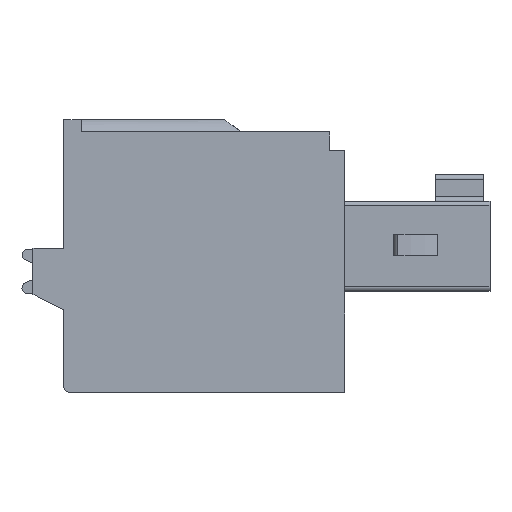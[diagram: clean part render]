
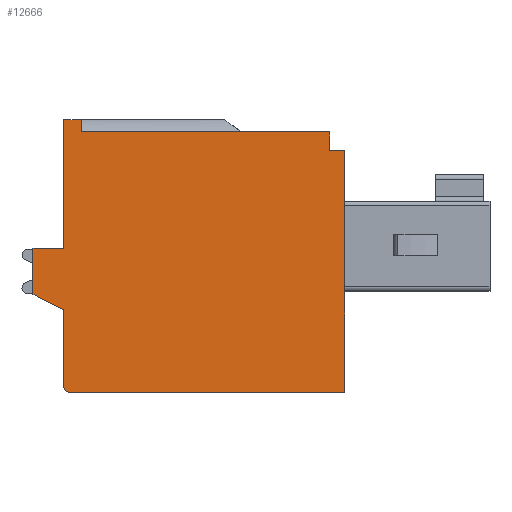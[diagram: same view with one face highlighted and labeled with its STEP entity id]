
A CAD part, left-side view. The second image highlights one B-rep face of the part: STEP entity #12666.
In plain terms, the highlighted planar face has unit normal (-1, 0, 0).
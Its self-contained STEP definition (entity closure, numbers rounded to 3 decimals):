
#25 = DIRECTION ( 'NONE',  ( 0., 1., 0. ) ) ;
#32 = VECTOR ( 'NONE', #35466, 1000. ) ;
#661 = CARTESIAN_POINT ( 'NONE',  ( 0., 19.15, 0.25 ) ) ;
#808 = CARTESIAN_POINT ( 'NONE',  ( 0., 11.3, 11.85 ) ) ;
#991 = ORIENTED_EDGE ( 'NONE', *, *, #9168, .T. ) ;
#1618 = VECTOR ( 'NONE', #35332, 1000. ) ;
#2417 = EDGE_CURVE ( 'NONE', #25391, #16010, #11754, .T. ) ;
#2656 = DIRECTION ( 'NONE',  ( 1., 0., 0. ) ) ;
#2909 = VERTEX_POINT ( 'NONE', #24545 ) ;
#3713 = VERTEX_POINT ( 'NONE', #11688 ) ;
#3905 = AXIS2_PLACEMENT_3D ( 'NONE', #661, #18484, #21887 ) ;
#4288 = CARTESIAN_POINT ( 'NONE',  ( 0., 6.6, 11. ) ) ;
#4671 = LINE ( 'NONE', #42141, #39864 ) ;
#4683 = VECTOR ( 'NONE', #7192, 1000. ) ;
#5145 = ORIENTED_EDGE ( 'NONE', *, *, #27606, .T. ) ;
#5445 = EDGE_CURVE ( 'NONE', #29711, #25391, #9619, .T. ) ;
#5661 = ORIENTED_EDGE ( 'NONE', *, *, #39340, .F. ) ;
#5790 = CARTESIAN_POINT ( 'NONE',  ( 0., 20.8, 4.45 ) ) ;
#5821 = DIRECTION ( 'NONE',  ( 0., 0., -1. ) ) ;
#6431 = CARTESIAN_POINT ( 'NONE',  ( 0., 7.3, 11.85 ) ) ;
#7068 = EDGE_CURVE ( 'NONE', #3713, #36089, #14364, .T. ) ;
#7192 = DIRECTION ( 'NONE',  ( 0., 0., -1. ) ) ;
#7760 = LINE ( 'NONE', #21572, #1618 ) ;
#8480 = CARTESIAN_POINT ( 'NONE',  ( 0., 19.4, 12.4 ) ) ;
#8902 = VERTEX_POINT ( 'NONE', #29749 ) ;
#9168 = EDGE_CURVE ( 'NONE', #30983, #14733, #39363, .T. ) ;
#9200 = FACE_OUTER_BOUND ( 'NONE', #14971, .T. ) ;
#9510 = AXIS2_PLACEMENT_3D ( 'NONE', #9665, #2656, #5821 ) ;
#9517 = VECTOR ( 'NONE', #42063, 1000. ) ;
#9619 = LINE ( 'NONE', #30396, #40940 ) ;
#9665 = CARTESIAN_POINT ( 'NONE',  ( 0., 20.8, 12.4 ) ) ;
#9949 = CARTESIAN_POINT ( 'NONE',  ( 0., 18.6, 11.85 ) ) ;
#10889 = EDGE_CURVE ( 'NONE', #16010, #18198, #37766, .T. ) ;
#11688 = CARTESIAN_POINT ( 'NONE',  ( 0., 7.3, 11.85 ) ) ;
#11754 = LINE ( 'NONE', #25764, #29364 ) ;
#12449 = CARTESIAN_POINT ( 'NONE',  ( 0., 18.6, 12.4 ) ) ;
#12638 = ORIENTED_EDGE ( 'NONE', *, *, #2417, .T. ) ;
#12666 = ADVANCED_FACE ( 'NONE', ( #9200 ), #40798, .F. ) ;
#13333 = CARTESIAN_POINT ( 'NONE',  ( 0., 19.4, 12.4 ) ) ;
#14142 = DIRECTION ( 'NONE',  ( 0., 1., 0. ) ) ;
#14364 = LINE ( 'NONE', #808, #24375 ) ;
#14478 = VECTOR ( 'NONE', #25, 1000. ) ;
#14733 = VERTEX_POINT ( 'NONE', #4288 ) ;
#14971 = EDGE_LOOP ( 'NONE', ( #41039, #35114, #5661, #5145, #42547, #25127, #34428, #12638, #43988, #43323, #991, #35091, #36903 ) ) ;
#16010 = VERTEX_POINT ( 'NONE', #18756 ) ;
#18198 = VERTEX_POINT ( 'NONE', #30780 ) ;
#18448 = VECTOR ( 'NONE', #20671, 1000. ) ;
#18484 = DIRECTION ( 'NONE',  ( -1., 0., 0. ) ) ;
#18756 = CARTESIAN_POINT ( 'NONE',  ( 0., 19.4, 0.25 ) ) ;
#18846 = DIRECTION ( 'NONE',  ( 0., 1., 0. ) ) ;
#19806 = EDGE_CURVE ( 'NONE', #18198, #30983, #27779, .T. ) ;
#20671 = DIRECTION ( 'NONE',  ( 0., 0., 1. ) ) ;
#21035 = LINE ( 'NONE', #41080, #14478 ) ;
#21572 = CARTESIAN_POINT ( 'NONE',  ( 0., 20.8, 12.4 ) ) ;
#21887 = DIRECTION ( 'NONE',  ( 0., 0., 1. ) ) ;
#22051 = EDGE_CURVE ( 'NONE', #29711, #31108, #4671, .T. ) ;
#22257 = CARTESIAN_POINT ( 'NONE',  ( 0., 6.6, 0. ) ) ;
#24082 = DIRECTION ( 'NONE',  ( 0., -0.894, -0.447 ) ) ;
#24375 = VECTOR ( 'NONE', #14142, 1000. ) ;
#24545 = CARTESIAN_POINT ( 'NONE',  ( 0., 7.3, 11. ) ) ;
#25097 = CARTESIAN_POINT ( 'NONE',  ( 0., 20.8, 0. ) ) ;
#25127 = ORIENTED_EDGE ( 'NONE', *, *, #22051, .F. ) ;
#25391 = VERTEX_POINT ( 'NONE', #33878 ) ;
#25398 = LINE ( 'NONE', #12449, #9517 ) ;
#25511 = EDGE_CURVE ( 'NONE', #36089, #8902, #25398, .T. ) ;
#25634 = CARTESIAN_POINT ( 'NONE',  ( 0., 19.4, 6.55 ) ) ;
#25764 = CARTESIAN_POINT ( 'NONE',  ( 0., 19.4, 3.75 ) ) ;
#26988 = EDGE_CURVE ( 'NONE', #42950, #31108, #28781, .T. ) ;
#27606 = EDGE_CURVE ( 'NONE', #36677, #42950, #27974, .T. ) ;
#27779 = LINE ( 'NONE', #25097, #32 ) ;
#27941 = CARTESIAN_POINT ( 'NONE',  ( 0., 6.6, 0. ) ) ;
#27974 = LINE ( 'NONE', #13333, #4683 ) ;
#28781 = LINE ( 'NONE', #25634, #37725 ) ;
#28819 = CARTESIAN_POINT ( 'NONE',  ( 0., 20.8, 6.55 ) ) ;
#29364 = VECTOR ( 'NONE', #39262, 1000. ) ;
#29521 = EDGE_CURVE ( 'NONE', #2909, #3713, #37351, .T. ) ;
#29711 = VERTEX_POINT ( 'NONE', #5790 ) ;
#29749 = CARTESIAN_POINT ( 'NONE',  ( 0., 18.6, 12.4 ) ) ;
#30396 = CARTESIAN_POINT ( 'NONE',  ( 0., 20.8, 4.45 ) ) ;
#30780 = CARTESIAN_POINT ( 'NONE',  ( 0., 19.15, 0. ) ) ;
#30983 = VERTEX_POINT ( 'NONE', #27941 ) ;
#31108 = VERTEX_POINT ( 'NONE', #28819 ) ;
#31882 = CARTESIAN_POINT ( 'NONE',  ( 0., 19.4, 6.55 ) ) ;
#33102 = DIRECTION ( 'NONE',  ( 0., 0., 1. ) ) ;
#33878 = CARTESIAN_POINT ( 'NONE',  ( 0., 19.4, 3.75 ) ) ;
#34428 = ORIENTED_EDGE ( 'NONE', *, *, #5445, .T. ) ;
#35091 = ORIENTED_EDGE ( 'NONE', *, *, #37291, .T. ) ;
#35114 = ORIENTED_EDGE ( 'NONE', *, *, #25511, .T. ) ;
#35332 = DIRECTION ( 'NONE',  ( 0., -1., 0. ) ) ;
#35466 = DIRECTION ( 'NONE',  ( 0., -1., 0. ) ) ;
#35945 = VECTOR ( 'NONE', #36014, 1000. ) ;
#36014 = DIRECTION ( 'NONE',  ( 0., 0., 1. ) ) ;
#36089 = VERTEX_POINT ( 'NONE', #9949 ) ;
#36677 = VERTEX_POINT ( 'NONE', #8480 ) ;
#36903 = ORIENTED_EDGE ( 'NONE', *, *, #29521, .T. ) ;
#37291 = EDGE_CURVE ( 'NONE', #14733, #2909, #21035, .T. ) ;
#37351 = LINE ( 'NONE', #6431, #18448 ) ;
#37725 = VECTOR ( 'NONE', #18846, 1000. ) ;
#37766 = CIRCLE ( 'NONE', #3905, 0.25 ) ;
#39262 = DIRECTION ( 'NONE',  ( 0., 0., -1. ) ) ;
#39340 = EDGE_CURVE ( 'NONE', #36677, #8902, #7760, .T. ) ;
#39363 = LINE ( 'NONE', #22257, #35945 ) ;
#39864 = VECTOR ( 'NONE', #33102, 1000. ) ;
#40798 = PLANE ( 'NONE',  #9510 ) ;
#40940 = VECTOR ( 'NONE', #24082, 1000. ) ;
#41039 = ORIENTED_EDGE ( 'NONE', *, *, #7068, .T. ) ;
#41080 = CARTESIAN_POINT ( 'NONE',  ( 0., 7.3, 11. ) ) ;
#42063 = DIRECTION ( 'NONE',  ( 0., 0., 1. ) ) ;
#42141 = CARTESIAN_POINT ( 'NONE',  ( 0., 20.8, 12.4 ) ) ;
#42547 = ORIENTED_EDGE ( 'NONE', *, *, #26988, .T. ) ;
#42950 = VERTEX_POINT ( 'NONE', #31882 ) ;
#43323 = ORIENTED_EDGE ( 'NONE', *, *, #19806, .T. ) ;
#43988 = ORIENTED_EDGE ( 'NONE', *, *, #10889, .T. ) ;
